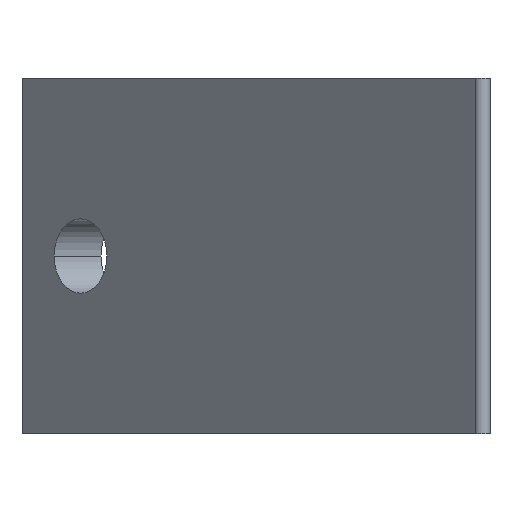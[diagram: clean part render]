
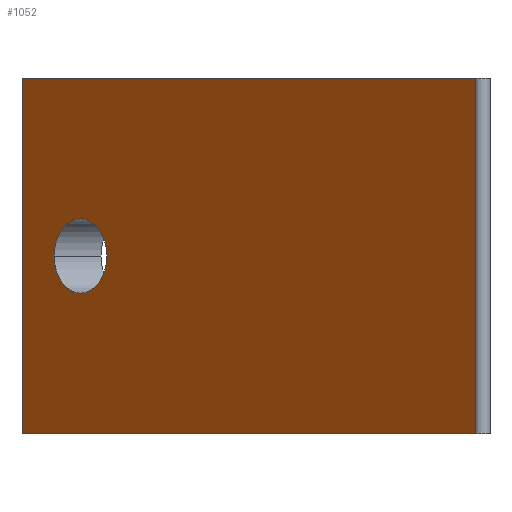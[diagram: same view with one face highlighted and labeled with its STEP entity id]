
A CAD part, left-side view. The second image highlights one B-rep face of the part: STEP entity #1052.
In plain terms, the highlighted planar face has unit normal (-0.707, 0.707, 0).
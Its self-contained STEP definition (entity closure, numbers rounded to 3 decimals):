
#225 = AXIS2_PLACEMENT_3D ( 'NONE', #6530, #6503, #6452 ) ;
#317 = CIRCLE ( 'NONE', #225, 4.5 ) ;
#327 = VECTOR ( 'NONE', #6368, 1000. ) ;
#414 = VERTEX_POINT ( 'NONE', #5465 ) ;
#610 = EDGE_CURVE ( 'NONE', #1325, #2445, #317, .T. ) ;
#704 = CARTESIAN_POINT ( 'NONE',  ( 10475.713, 2777.274, 43. ) ) ;
#806 = ORIENTED_EDGE ( 'NONE', *, *, #1292, .T. ) ;
#833 = LINE ( 'NONE', #6733, #3632 ) ;
#958 = AXIS2_PLACEMENT_3D ( 'NONE', #6324, #3146, #6878 ) ;
#970 = ORIENTED_EDGE ( 'NONE', *, *, #4702, .F. ) ;
#1052 = ADVANCED_FACE ( 'NONE', ( #2325, #2147 ), #1725, .F. ) ;
#1260 = EDGE_CURVE ( 'NONE', #4227, #5414, #833, .T. ) ;
#1292 = EDGE_CURVE ( 'NONE', #414, #4827, #6468, .T. ) ;
#1325 = VERTEX_POINT ( 'NONE', #6571 ) ;
#1725 = PLANE ( 'NONE',  #2234 ) ;
#1995 = EDGE_CURVE ( 'NONE', #5414, #414, #5300, .T. ) ;
#2015 = CIRCLE ( 'NONE', #958, 4.5 ) ;
#2147 = FACE_OUTER_BOUND ( 'NONE', #2464, .T. ) ;
#2234 = AXIS2_PLACEMENT_3D ( 'NONE', #6711, #4581, #4039 ) ;
#2307 = VECTOR ( 'NONE', #4390, 1000. ) ;
#2325 = FACE_BOUND ( 'NONE', #2441, .T. ) ;
#2441 = EDGE_LOOP ( 'NONE', ( #4699, #6121 ) ) ;
#2445 = VERTEX_POINT ( 'NONE', #3981 ) ;
#2464 = EDGE_LOOP ( 'NONE', ( #3456, #806, #970, #5205 ) ) ;
#2595 = CARTESIAN_POINT ( 'NONE',  ( 10475.713, 2777.274, 0. ) ) ;
#3146 = DIRECTION ( 'NONE',  ( 0.707, -0.707, 0. ) ) ;
#3191 = CARTESIAN_POINT ( 'NONE',  ( 10475.713, 2777.274, 43. ) ) ;
#3349 = EDGE_CURVE ( 'NONE', #2445, #1325, #2015, .T. ) ;
#3456 = ORIENTED_EDGE ( 'NONE', *, *, #1995, .T. ) ;
#3477 = DIRECTION ( 'NONE',  ( 0., 0., 1. ) ) ;
#3632 = VECTOR ( 'NONE', #6709, 1000. ) ;
#3981 = CARTESIAN_POINT ( 'NONE',  ( 10465.46, 2767.021, 21.5 ) ) ;
#4022 = CARTESIAN_POINT ( 'NONE',  ( 10420.852, 2722.412, 10. ) ) ;
#4039 = DIRECTION ( 'NONE',  ( 0.707, 0.707, 0. ) ) ;
#4227 = VERTEX_POINT ( 'NONE', #704 ) ;
#4390 = DIRECTION ( 'NONE',  ( -0.707, -0.707, 0. ) ) ;
#4581 = DIRECTION ( 'NONE',  ( 0.707, -0.707, 0. ) ) ;
#4699 = ORIENTED_EDGE ( 'NONE', *, *, #3349, .T. ) ;
#4702 = EDGE_CURVE ( 'NONE', #4227, #4827, #5669, .T. ) ;
#4827 = VERTEX_POINT ( 'NONE', #4895 ) ;
#4895 = CARTESIAN_POINT ( 'NONE',  ( 10420.852, 2722.412, 43. ) ) ;
#5205 = ORIENTED_EDGE ( 'NONE', *, *, #1260, .T. ) ;
#5300 = LINE ( 'NONE', #6519, #2307 ) ;
#5414 = VERTEX_POINT ( 'NONE', #2595 ) ;
#5465 = CARTESIAN_POINT ( 'NONE',  ( 10420.852, 2722.412, 0. ) ) ;
#5669 = LINE ( 'NONE', #3191, #327 ) ;
#6121 = ORIENTED_EDGE ( 'NONE', *, *, #610, .T. ) ;
#6303 = VECTOR ( 'NONE', #3477, 1000. ) ;
#6324 = CARTESIAN_POINT ( 'NONE',  ( 10468.642, 2770.203, 21.5 ) ) ;
#6368 = DIRECTION ( 'NONE',  ( -0.707, -0.707, 0. ) ) ;
#6452 = DIRECTION ( 'NONE',  ( 0.707, 0.707, 0. ) ) ;
#6468 = LINE ( 'NONE', #4022, #6303 ) ;
#6503 = DIRECTION ( 'NONE',  ( 0.707, -0.707, 0. ) ) ;
#6519 = CARTESIAN_POINT ( 'NONE',  ( 10475.713, 2777.274, 0. ) ) ;
#6530 = CARTESIAN_POINT ( 'NONE',  ( 10468.642, 2770.203, 21.5 ) ) ;
#6571 = CARTESIAN_POINT ( 'NONE',  ( 10471.824, 2773.385, 21.5 ) ) ;
#6709 = DIRECTION ( 'NONE',  ( 0., 0., -1. ) ) ;
#6711 = CARTESIAN_POINT ( 'NONE',  ( 10475.713, 2777.274, 10. ) ) ;
#6733 = CARTESIAN_POINT ( 'NONE',  ( 10475.713, 2777.274, 10. ) ) ;
#6878 = DIRECTION ( 'NONE',  ( 0.707, 0.707, 0. ) ) ;
